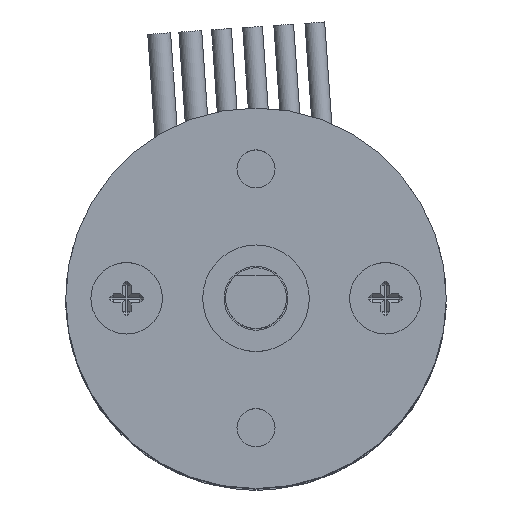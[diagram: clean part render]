
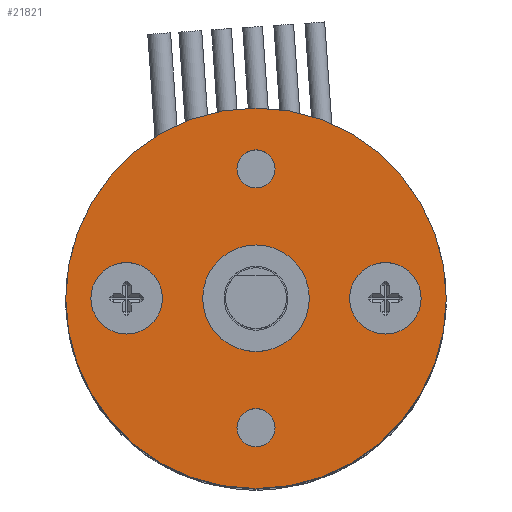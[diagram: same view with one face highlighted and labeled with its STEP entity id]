
A CAD part, top view. The second image highlights one B-rep face of the part: STEP entity #21821.
In plain terms, the highlighted planar face has unit normal (0, 0, 1).
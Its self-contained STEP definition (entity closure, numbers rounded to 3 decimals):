
#77 = CARTESIAN_POINT ( 'NONE',  ( 0., 0., 0. ) ) ;
#107 = AXIS2_PLACEMENT_3D ( 'NONE', #20117, #9750, #4244 ) ;
#164 = AXIS2_PLACEMENT_3D ( 'NONE', #10264, #29064, #15436 ) ;
#290 = EDGE_LOOP ( 'NONE', ( #11563 ) ) ;
#1074 = VERTEX_POINT ( 'NONE', #7666 ) ;
#1479 = FACE_BOUND ( 'NONE', #25401, .T. ) ;
#2576 = CIRCLE ( 'NONE', #17896, 12.5 ) ;
#2785 = EDGE_CURVE ( 'NONE', #9903, #9903, #2576, .T. ) ;
#3294 = AXIS2_PLACEMENT_3D ( 'NONE', #9644, #14597, #14709 ) ;
#4009 = VERTEX_POINT ( 'NONE', #34013 ) ;
#4244 = DIRECTION ( 'NONE',  ( 1., 0., 0. ) ) ;
#4412 = VERTEX_POINT ( 'NONE', #31115 ) ;
#4943 = CIRCLE ( 'NONE', #15447, 3.5 ) ;
#6136 = EDGE_LOOP ( 'NONE', ( #18037 ) ) ;
#6214 = ORIENTED_EDGE ( 'NONE', *, *, #6535, .F. ) ;
#6508 = EDGE_CURVE ( 'NONE', #7381, #7381, #11474, .T. ) ;
#6535 = EDGE_CURVE ( 'NONE', #4009, #4009, #23032, .T. ) ;
#6912 = FACE_BOUND ( 'NONE', #290, .T. ) ;
#7381 = VERTEX_POINT ( 'NONE', #20836 ) ;
#7463 = CARTESIAN_POINT ( 'NONE',  ( -8.5, 0., 0. ) ) ;
#7666 = CARTESIAN_POINT ( 'NONE',  ( 10.85, 0., 0. ) ) ;
#8704 = DIRECTION ( 'NONE',  ( 0., 0., -1. ) ) ;
#9644 = CARTESIAN_POINT ( 'NONE',  ( 8.5, 0., 0. ) ) ;
#9750 = DIRECTION ( 'NONE',  ( 0., 0., 1. ) ) ;
#9903 = VERTEX_POINT ( 'NONE', #13003 ) ;
#9992 = EDGE_CURVE ( 'NONE', #26026, #26026, #4943, .T. ) ;
#10264 = CARTESIAN_POINT ( 'NONE',  ( 0., -8.5, 0. ) ) ;
#10364 = DIRECTION ( 'NONE',  ( 0., 0., 1. ) ) ;
#11449 = CIRCLE ( 'NONE', #107, 1.25 ) ;
#11474 = CIRCLE ( 'NONE', #12205, 2.35 ) ;
#11563 = ORIENTED_EDGE ( 'NONE', *, *, #9992, .F. ) ;
#12110 = ORIENTED_EDGE ( 'NONE', *, *, #17065, .F. ) ;
#12205 = AXIS2_PLACEMENT_3D ( 'NONE', #7463, #25984, #31470 ) ;
#13003 = CARTESIAN_POINT ( 'NONE',  ( -12.5, 0., 0. ) ) ;
#14597 = DIRECTION ( 'NONE',  ( 0., 0., 1. ) ) ;
#14709 = DIRECTION ( 'NONE',  ( 1., 0., 0. ) ) ;
#15436 = DIRECTION ( 'NONE',  ( 1., 0., 0. ) ) ;
#15447 = AXIS2_PLACEMENT_3D ( 'NONE', #26331, #10364, #28785 ) ;
#16468 = FACE_OUTER_BOUND ( 'NONE', #17164, .T. ) ;
#16558 = DIRECTION ( 'NONE',  ( -1., 0., 0. ) ) ;
#16619 = CIRCLE ( 'NONE', #3294, 2.35 ) ;
#16664 = CARTESIAN_POINT ( 'NONE',  ( 0., 0., 0. ) ) ;
#17065 = EDGE_CURVE ( 'NONE', #1074, #1074, #16619, .T. ) ;
#17164 = EDGE_LOOP ( 'NONE', ( #25127 ) ) ;
#17860 = CARTESIAN_POINT ( 'NONE',  ( -3.5, 0., 0. ) ) ;
#17896 = AXIS2_PLACEMENT_3D ( 'NONE', #77, #29648, #24250 ) ;
#18037 = ORIENTED_EDGE ( 'NONE', *, *, #29317, .F. ) ;
#20117 = CARTESIAN_POINT ( 'NONE',  ( 0., 8.5, 0. ) ) ;
#20836 = CARTESIAN_POINT ( 'NONE',  ( -10.85, 0., 0. ) ) ;
#20995 = FACE_BOUND ( 'NONE', #6136, .T. ) ;
#21821 = ADVANCED_FACE ( 'NONE', ( #1479, #21845, #20995, #16468, #6912, #34352 ), #24552, .F. ) ;
#21845 = FACE_BOUND ( 'NONE', #27789, .T. ) ;
#23032 = CIRCLE ( 'NONE', #164, 1.25 ) ;
#23535 = EDGE_LOOP ( 'NONE', ( #25343 ) ) ;
#24250 = DIRECTION ( 'NONE',  ( -1., 0., 0. ) ) ;
#24552 = PLANE ( 'NONE',  #32835 ) ;
#25127 = ORIENTED_EDGE ( 'NONE', *, *, #2785, .F. ) ;
#25343 = ORIENTED_EDGE ( 'NONE', *, *, #6508, .T. ) ;
#25401 = EDGE_LOOP ( 'NONE', ( #12110 ) ) ;
#25984 = DIRECTION ( 'NONE',  ( 0., 0., -1. ) ) ;
#26026 = VERTEX_POINT ( 'NONE', #17860 ) ;
#26331 = CARTESIAN_POINT ( 'NONE',  ( 0., 0., 0. ) ) ;
#27789 = EDGE_LOOP ( 'NONE', ( #6214 ) ) ;
#28785 = DIRECTION ( 'NONE',  ( -1., 0., 0. ) ) ;
#29064 = DIRECTION ( 'NONE',  ( 0., 0., 1. ) ) ;
#29317 = EDGE_CURVE ( 'NONE', #4412, #4412, #11449, .T. ) ;
#29648 = DIRECTION ( 'NONE',  ( 0., 0., -1. ) ) ;
#31115 = CARTESIAN_POINT ( 'NONE',  ( 1.25, 8.5, 0. ) ) ;
#31470 = DIRECTION ( 'NONE',  ( -1., 0., 0. ) ) ;
#32835 = AXIS2_PLACEMENT_3D ( 'NONE', #16664, #8704, #16558 ) ;
#34013 = CARTESIAN_POINT ( 'NONE',  ( 1.25, -8.5, 0. ) ) ;
#34352 = FACE_BOUND ( 'NONE', #23535, .T. ) ;
